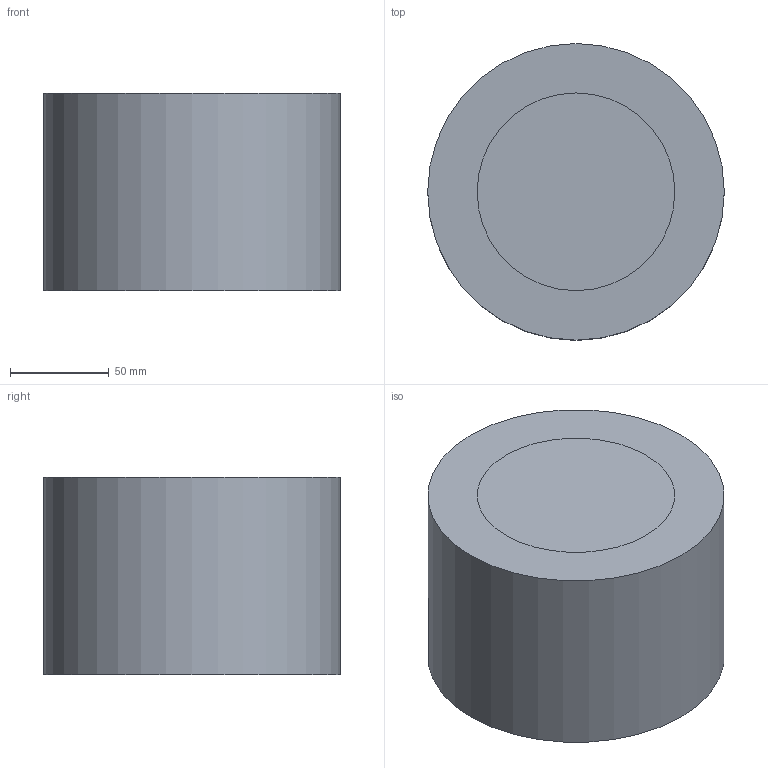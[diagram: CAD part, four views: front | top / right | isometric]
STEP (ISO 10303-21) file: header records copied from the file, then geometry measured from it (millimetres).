
FILE_DESCRIPTION(/* description */ (''),/* implementation_level */ '2;1');
FILE_NAME(/* name */ 'circletube.step',/* time_stamp */ '2019-08-28T22:40:31+01:00',/* author */ (''),/* organization */ (''),/* preprocessor_version */ 'ST-DEVELOPER v18',/* originating_system */ 'Autodesk Translation Framework v8.6.0.1094',/* authorisation */ '');
FILE_SCHEMA (('AUTOMOTIVE_DESIGN { 1 0 10303 214 3 1 1 }'));
Length unit declared in the file: millimetre
Products named in the file (3): Meshtest; Component1; Component2
Assembly tree (2 placements, depth 2):
  Meshtest
    Component1
    Component2
Bounding box: 150 x 150 x 100 mm (x, y, z)
Volume: 1767145.9 mm3; surface area: 145298.7 mm2
Topology: 2 solids, 2 shells, 7 faces, 9 edges, 6 vertices
Faces by surface type: plane 4, cylinder 3
Full cylindrical faces by diameter (mm): 100 x2, 150 x1
Entity records: 238 total; most frequent: DIRECTION 39, CARTESIAN_POINT 27, ORIENTED_EDGE 18, AXIS2_PLACEMENT_3D 18, EDGE_LOOP 9, EDGE_CURVE 9, FACE_OUTER_BOUND 7, ADVANCED_FACE 7
